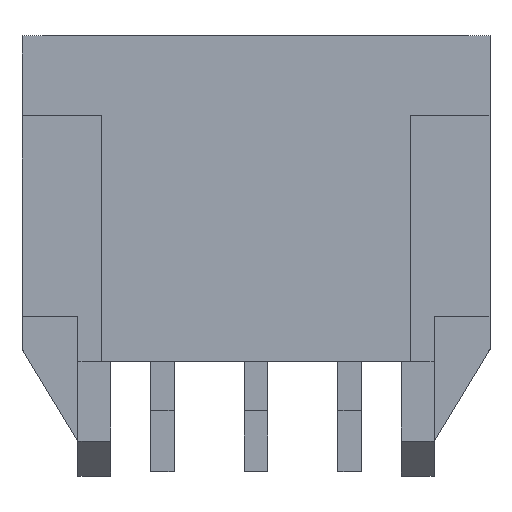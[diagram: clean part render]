
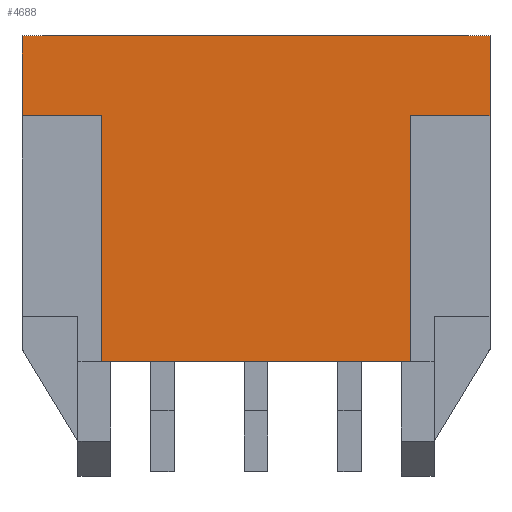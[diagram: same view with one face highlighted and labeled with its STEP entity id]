
A CAD part, top view. The second image highlights one B-rep face of the part: STEP entity #4688.
In plain terms, the highlighted planar face has unit normal (0, 0, 1).
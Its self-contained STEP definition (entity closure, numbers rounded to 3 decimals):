
#1=DIRECTION('',(-1.,0.,0.));
#2=VECTOR('',#1,1.7);
#3=CARTESIAN_POINT('',(-3.3,3.191,3.26));
#4=LINE('',#3,#2);
#5=DIRECTION('',(0.,-1.,0.));
#6=VECTOR('',#5,1.709);
#7=CARTESIAN_POINT('',(5.,4.9,3.26));
#8=LINE('',#7,#6);
#9=DIRECTION('',(0.,1.,0.));
#10=VECTOR('',#9,5.241);
#11=CARTESIAN_POINT('',(-3.3,-2.05,3.26));
#12=LINE('',#11,#10);
#77=DIRECTION('',(1.,0.,0.));
#78=VECTOR('',#77,6.6);
#79=CARTESIAN_POINT('',(-3.3,-2.05,3.26));
#80=LINE('',#79,#78);
#277=DIRECTION('',(-1.,0.,0.));
#278=VECTOR('',#277,10.);
#279=CARTESIAN_POINT('',(5.,4.9,3.26));
#280=LINE('',#279,#278);
#317=DIRECTION('',(0.,-1.,0.));
#318=VECTOR('',#317,1.709);
#319=CARTESIAN_POINT('',(-5.,4.9,3.26));
#320=LINE('',#319,#318);
#1431=DIRECTION('',(0.,1.,0.));
#1432=VECTOR('',#1431,5.241);
#1433=CARTESIAN_POINT('',(3.3,-2.05,3.26));
#1434=LINE('',#1433,#1432);
#1447=DIRECTION('',(1.,0.,0.));
#1448=VECTOR('',#1447,1.7);
#1449=CARTESIAN_POINT('',(3.3,3.191,3.26));
#1450=LINE('',#1449,#1448);
#3529=CARTESIAN_POINT('',(5.,4.9,3.26));
#3530=CARTESIAN_POINT('',(-5.,4.9,3.26));
#3531=VERTEX_POINT('',#3529);
#3532=VERTEX_POINT('',#3530);
#3533=CARTESIAN_POINT('',(-5.,3.191,3.26));
#3534=VERTEX_POINT('',#3533);
#3535=CARTESIAN_POINT('',(-3.3,3.191,3.26));
#3536=VERTEX_POINT('',#3535);
#3537=CARTESIAN_POINT('',(-3.3,-2.05,3.26));
#3538=VERTEX_POINT('',#3537);
#3539=CARTESIAN_POINT('',(3.3,-2.05,3.26));
#3540=VERTEX_POINT('',#3539);
#3541=CARTESIAN_POINT('',(3.3,3.191,3.26));
#3542=VERTEX_POINT('',#3541);
#3543=CARTESIAN_POINT('',(5.,3.191,3.26));
#3544=VERTEX_POINT('',#3543);
#4665=CARTESIAN_POINT('',(-4.95,4.9,3.26));
#4666=DIRECTION('',(0.,0.,-1.));
#4667=DIRECTION('',(-1.,0.,0.));
#4668=AXIS2_PLACEMENT_3D('',#4665,#4666,#4667);
#4669=PLANE('',#4668);
#4671=ORIENTED_EDGE('',*,*,#4670,.T.);
#4673=ORIENTED_EDGE('',*,*,#4672,.F.);
#4675=ORIENTED_EDGE('',*,*,#4674,.F.);
#4677=ORIENTED_EDGE('',*,*,#4676,.T.);
#4679=ORIENTED_EDGE('',*,*,#4678,.F.);
#4681=ORIENTED_EDGE('',*,*,#4680,.F.);
#4683=ORIENTED_EDGE('',*,*,#4682,.F.);
#4685=ORIENTED_EDGE('',*,*,#4684,.T.);
#4686=EDGE_LOOP('',(#4671,#4673,#4675,#4677,#4679,#4681,#4683,#4685));
#4687=FACE_OUTER_BOUND('',#4686,.F.);
#4688=ADVANCED_FACE('',(#4687),#4669,.F.);
#4670=EDGE_CURVE('',#3536,#3534,#4,.T.);
#4672=EDGE_CURVE('',#3532,#3534,#320,.T.);
#4674=EDGE_CURVE('',#3531,#3532,#280,.T.);
#4676=EDGE_CURVE('',#3531,#3544,#8,.T.);
#4678=EDGE_CURVE('',#3542,#3544,#1450,.T.);
#4680=EDGE_CURVE('',#3540,#3542,#1434,.T.);
#4682=EDGE_CURVE('',#3538,#3540,#80,.T.);
#4684=EDGE_CURVE('',#3538,#3536,#12,.T.);
